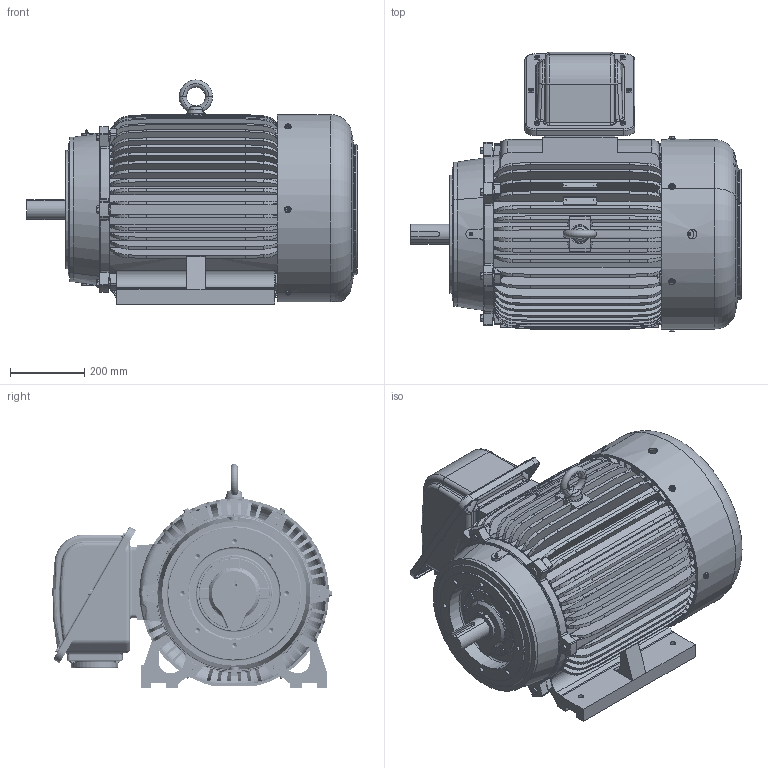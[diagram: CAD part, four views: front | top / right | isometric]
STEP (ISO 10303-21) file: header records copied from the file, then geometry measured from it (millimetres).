
FILE_DESCRIPTION(('CATIA V5 STEP Exchange'),'2;1');
FILE_NAME('405TS-HV-CF_AllCATPart.stp','2012-08-30T03:08:57+00:00',('none'),('none'),'CATIA Version 5 Release 19 SP 9 (IN-10)','CATIA V5 STEP AP203','none');
FILE_SCHEMA(('CONFIG_CONTROL_DESIGN'));
Products named in the file (1): 405TS-HV-CF_AllCATPart
Bounding box: 886.73 x 750.16 x 602 mm (x, y, z)
Volume: 38153590.2 mm3; surface area: 6707878.8 mm2
Topology: 51 solids, 51 shells, 4068 faces, 10922 edges, 7032 vertices
Faces by surface type: plane 1301, cylinder 1081, torus 744, cone 637, bspline 279, revolution 14, sphere 12
Entity records: 141831 total; most frequent: CARTESIAN_POINT 54541, ORIENTED_EDGE 21712, DIRECTION 11671, EDGE_CURVE 10856, VERTEX_POINT 7027, AXIS2_PLACEMENT_3D 5886, EDGE_LOOP 4485, ADVANCED_FACE 4068
